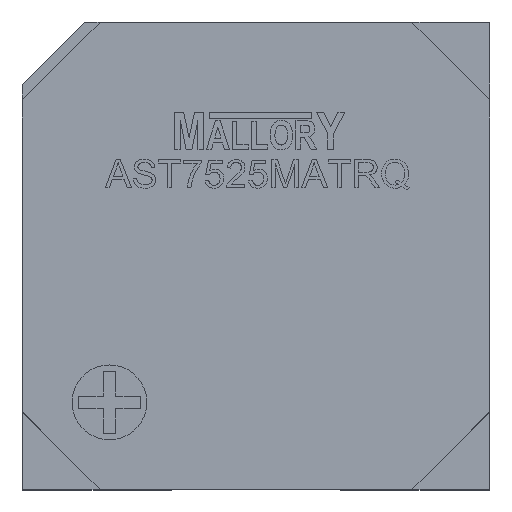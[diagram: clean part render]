
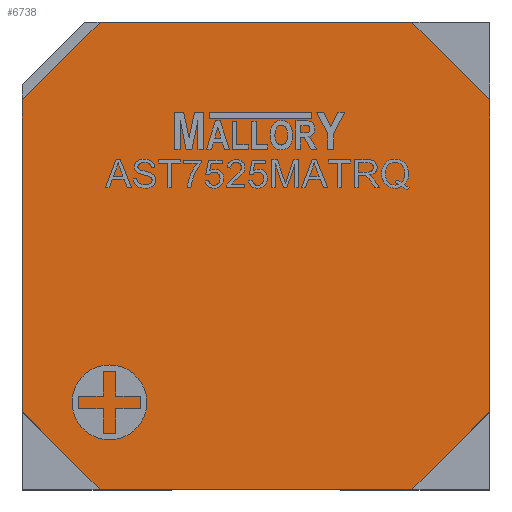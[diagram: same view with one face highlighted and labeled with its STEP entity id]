
A CAD part, top view. The second image highlights one B-rep face of the part: STEP entity #6738.
In plain terms, the highlighted planar face has unit normal (0, 0, 1).
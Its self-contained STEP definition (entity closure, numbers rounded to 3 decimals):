
#410=FACE_OUTER_BOUND('',#797,.T.);
#797=EDGE_LOOP('',(#4660,#4661,#4662,#4663,#4664,#4665,#4666,#4667));
#1265=LINE('',#9086,#2072);
#1268=LINE('',#9092,#2075);
#1271=LINE('',#9098,#2078);
#1274=LINE('',#9104,#2081);
#1277=LINE('',#9110,#2084);
#1280=LINE('',#9116,#2087);
#1283=LINE('',#9122,#2090);
#1286=LINE('',#9126,#2093);
#2072=VECTOR('',#7641,10.);
#2075=VECTOR('',#7646,10.);
#2078=VECTOR('',#7651,10.);
#2081=VECTOR('',#7656,10.);
#2084=VECTOR('',#7661,10.);
#2087=VECTOR('',#7666,10.);
#2090=VECTOR('',#7671,10.);
#2093=VECTOR('',#7676,10.);
#2843=VERTEX_POINT('',#9083);
#2844=VERTEX_POINT('',#9085);
#2846=VERTEX_POINT('',#9091);
#2848=VERTEX_POINT('',#9097);
#2850=VERTEX_POINT('',#9103);
#2852=VERTEX_POINT('',#9109);
#2854=VERTEX_POINT('',#9115);
#2856=VERTEX_POINT('',#9121);
#3535=EDGE_CURVE('',#2844,#2843,#1265,.T.);
#3538=EDGE_CURVE('',#2846,#2844,#1268,.T.);
#3541=EDGE_CURVE('',#2848,#2846,#1271,.T.);
#3544=EDGE_CURVE('',#2850,#2848,#1274,.T.);
#3547=EDGE_CURVE('',#2852,#2850,#1277,.T.);
#3550=EDGE_CURVE('',#2854,#2852,#1280,.T.);
#3553=EDGE_CURVE('',#2856,#2854,#1283,.T.);
#3556=EDGE_CURVE('',#2843,#2856,#1286,.T.);
#4660=ORIENTED_EDGE('',*,*,#3556,.T.);
#4661=ORIENTED_EDGE('',*,*,#3553,.T.);
#4662=ORIENTED_EDGE('',*,*,#3550,.T.);
#4663=ORIENTED_EDGE('',*,*,#3547,.T.);
#4664=ORIENTED_EDGE('',*,*,#3544,.T.);
#4665=ORIENTED_EDGE('',*,*,#3541,.T.);
#4666=ORIENTED_EDGE('',*,*,#3538,.T.);
#4667=ORIENTED_EDGE('',*,*,#3535,.T.);
#6443=PLANE('',#7196);
#6738=ADVANCED_FACE('',(#410),#6443,.T.);
#7196=AXIS2_PLACEMENT_3D('',#9128,#7679,#7680);
#7641=DIRECTION('',(1.,0.,0.));
#7646=DIRECTION('',(0.707,-0.707,0.));
#7651=DIRECTION('',(0.,-1.,0.));
#7656=DIRECTION('',(-0.707,-0.707,0.));
#7661=DIRECTION('',(-1.,0.,0.));
#7666=DIRECTION('',(-0.707,0.707,0.));
#7671=DIRECTION('',(0.,1.,0.));
#7676=DIRECTION('',(0.707,0.707,0.));
#7679=DIRECTION('center_axis',(0.,0.,1.));
#7680=DIRECTION('ref_axis',(1.,0.,0.));
#9083=CARTESIAN_POINT('',(2.5,-3.75,1.667));
#9085=CARTESIAN_POINT('',(-2.5,-3.75,1.667));
#9086=CARTESIAN_POINT('',(2.5,-3.75,1.667));
#9091=CARTESIAN_POINT('',(-3.75,-2.5,1.667));
#9092=CARTESIAN_POINT('',(-2.5,-3.75,1.667));
#9097=CARTESIAN_POINT('',(-3.75,2.5,1.667));
#9098=CARTESIAN_POINT('',(-3.75,-2.5,1.667));
#9103=CARTESIAN_POINT('',(-2.5,3.75,1.667));
#9104=CARTESIAN_POINT('',(-3.75,2.5,1.667));
#9109=CARTESIAN_POINT('',(2.5,3.75,1.667));
#9110=CARTESIAN_POINT('',(-2.5,3.75,1.667));
#9115=CARTESIAN_POINT('',(3.75,2.5,1.667));
#9116=CARTESIAN_POINT('',(2.5,3.75,1.667));
#9121=CARTESIAN_POINT('',(3.75,-2.5,1.667));
#9122=CARTESIAN_POINT('',(3.75,2.5,1.667));
#9126=CARTESIAN_POINT('',(3.75,-2.5,1.667));
#9128=CARTESIAN_POINT('Origin',(0.,0.,1.667));
